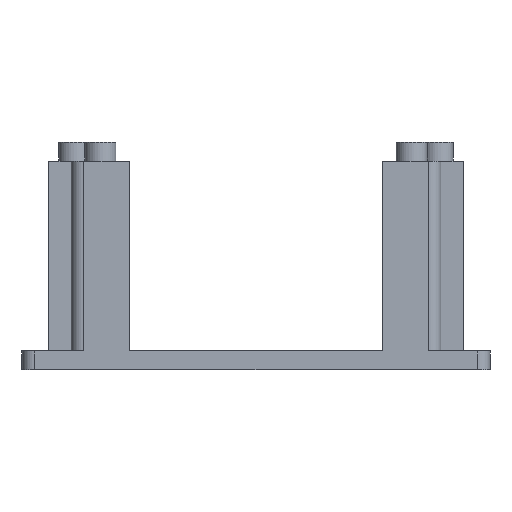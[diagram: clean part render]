
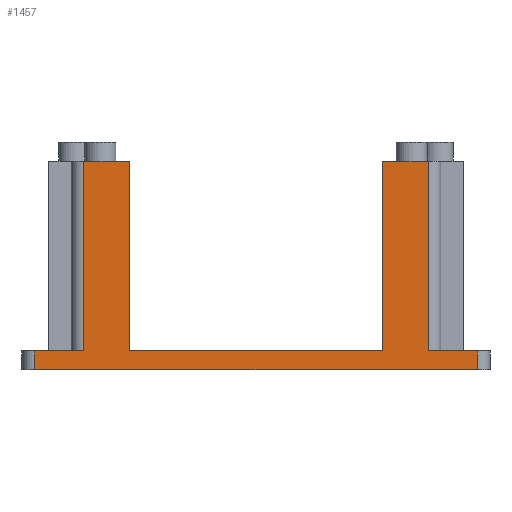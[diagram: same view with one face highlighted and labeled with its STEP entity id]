
A CAD part, front view. The second image highlights one B-rep face of the part: STEP entity #1457.
In plain terms, the highlighted planar face has unit normal (0, -1, 0).
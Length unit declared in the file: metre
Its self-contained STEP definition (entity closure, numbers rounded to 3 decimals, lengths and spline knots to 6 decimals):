
#172=ORIENTED_EDGE('',*,*,#506,.T.);
#173=ORIENTED_EDGE('',*,*,#568,.T.);
#174=ORIENTED_EDGE('',*,*,#569,.T.);
#175=ORIENTED_EDGE('',*,*,#570,.T.);
#176=ORIENTED_EDGE('',*,*,#493,.T.);
#177=ORIENTED_EDGE('',*,*,#571,.F.);
#178=ORIENTED_EDGE('',*,*,#572,.T.);
#179=ORIENTED_EDGE('',*,*,#573,.T.);
#180=ORIENTED_EDGE('',*,*,#480,.T.);
#181=ORIENTED_EDGE('',*,*,#574,.T.);
#182=ORIENTED_EDGE('',*,*,#575,.F.);
#183=ORIENTED_EDGE('',*,*,#576,.T.);
#480=EDGE_CURVE('',#689,#688,#830,.T.);
#493=EDGE_CURVE('',#702,#701,#842,.T.);
#506=EDGE_CURVE('',#715,#714,#854,.T.);
#568=EDGE_CURVE('',#714,#764,#908,.F.);
#569=EDGE_CURVE('',#764,#765,#909,.T.);
#570=EDGE_CURVE('',#765,#702,#910,.T.);
#571=EDGE_CURVE('',#766,#701,#911,.T.);
#572=EDGE_CURVE('',#766,#767,#912,.T.);
#573=EDGE_CURVE('',#767,#689,#913,.T.);
#574=EDGE_CURVE('',#688,#768,#914,.T.);
#575=EDGE_CURVE('',#769,#768,#915,.T.);
#576=EDGE_CURVE('',#769,#715,#916,.F.);
#688=VERTEX_POINT('',#2045);
#689=VERTEX_POINT('',#2047);
#701=VERTEX_POINT('',#2071);
#702=VERTEX_POINT('',#2073);
#714=VERTEX_POINT('',#2097);
#715=VERTEX_POINT('',#2099);
#764=VERTEX_POINT('',#2223);
#765=VERTEX_POINT('',#2225);
#766=VERTEX_POINT('',#2228);
#767=VERTEX_POINT('',#2230);
#768=VERTEX_POINT('',#2233);
#769=VERTEX_POINT('',#2235);
#830=LINE('',#2046,#1006);
#842=LINE('',#2072,#1018);
#854=LINE('',#2098,#1030);
#908=LINE('',#2222,#1084);
#909=LINE('',#2224,#1085);
#910=LINE('',#2226,#1086);
#911=LINE('',#2227,#1087);
#912=LINE('',#2229,#1088);
#913=LINE('',#2231,#1089);
#914=LINE('',#2232,#1090);
#915=LINE('',#2234,#1091);
#916=LINE('',#2236,#1092);
#1006=VECTOR('',#1651,1.);
#1018=VECTOR('',#1665,1.);
#1030=VECTOR('',#1679,1.);
#1084=VECTOR('',#1775,1.);
#1085=VECTOR('',#1776,1.);
#1086=VECTOR('',#1777,1.);
#1087=VECTOR('',#1778,1.);
#1088=VECTOR('',#1779,1.);
#1089=VECTOR('',#1780,1.);
#1090=VECTOR('',#1781,1.);
#1091=VECTOR('',#1782,1.);
#1092=VECTOR('',#1783,1.);
#1199=EDGE_LOOP('',(#172,#173,#174,#175,#176,#177,#178,#179,#180,#181,#182,
#183));
#1301=FACE_BOUND('',#1199,.T.);
#1397=PLANE('',#1558);
#1457=ADVANCED_FACE('',(#1301),#1397,.T.);
#1558=AXIS2_PLACEMENT_3D('',#2221,#1773,#1774);
#1651=DIRECTION('',(-1.,0.,0.));
#1665=DIRECTION('',(-1.,0.,0.));
#1679=DIRECTION('',(-1.,0.,0.));
#1773=DIRECTION('',(0.,-1.,0.));
#1774=DIRECTION('',(1.,0.,0.));
#1775=DIRECTION('',(0.,0.,-1.));
#1776=DIRECTION('',(-1.,0.,0.));
#1777=DIRECTION('',(0.,0.,-1.));
#1778=DIRECTION('',(0.,0.,-1.));
#1779=DIRECTION('',(-1.,0.,0.));
#1780=DIRECTION('',(0.,0.,-1.));
#1781=DIRECTION('',(0.,0.,-1.));
#1782=DIRECTION('',(-1.,0.,0.));
#1783=DIRECTION('',(0.,0.,-1.));
#2045=CARTESIAN_POINT('',(-0.035,-0.045,0.003));
#2046=CARTESIAN_POINT('',(0.,-0.045,0.003));
#2047=CARTESIAN_POINT('',(-0.02725,-0.045,0.003));
#2071=CARTESIAN_POINT('',(-0.02,-0.045,0.003));
#2072=CARTESIAN_POINT('',(0.,-0.045,0.003));
#2073=CARTESIAN_POINT('',(0.02,-0.045,0.003));
#2097=CARTESIAN_POINT('',(0.02725,-0.045,0.003));
#2098=CARTESIAN_POINT('',(0.,-0.045,0.003));
#2099=CARTESIAN_POINT('',(0.035,-0.045,0.003));
#2221=CARTESIAN_POINT('',(0.,-0.045,0.003));
#2222=CARTESIAN_POINT('',(0.02725,-0.045,0.003));
#2223=CARTESIAN_POINT('',(0.02725,-0.045,0.033));
#2224=CARTESIAN_POINT('',(0.,-0.045,0.033));
#2225=CARTESIAN_POINT('',(0.02,-0.045,0.033));
#2226=CARTESIAN_POINT('',(0.02,-0.045,0.033));
#2227=CARTESIAN_POINT('',(-0.02,-0.045,0.033));
#2228=CARTESIAN_POINT('',(-0.02,-0.045,0.033));
#2229=CARTESIAN_POINT('',(0.,-0.045,0.033));
#2230=CARTESIAN_POINT('',(-0.02725,-0.045,0.033));
#2231=CARTESIAN_POINT('',(-0.02725,-0.045,0.003));
#2232=CARTESIAN_POINT('',(-0.035,-0.045,0.003));
#2233=CARTESIAN_POINT('',(-0.035,-0.045,0.));
#2234=CARTESIAN_POINT('',(0.,-0.045,0.));
#2235=CARTESIAN_POINT('',(0.035,-0.045,0.));
#2236=CARTESIAN_POINT('',(0.035,-0.045,0.003));
